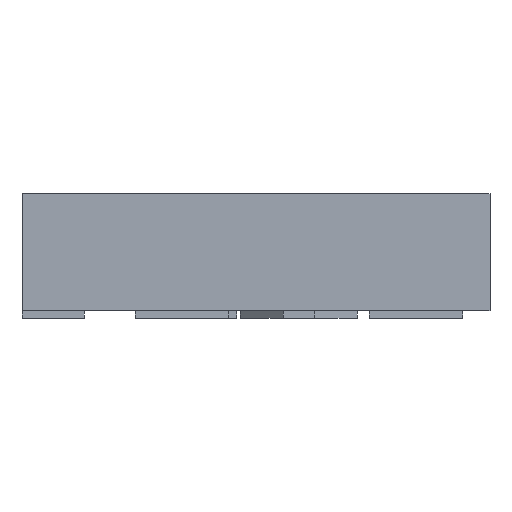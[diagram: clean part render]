
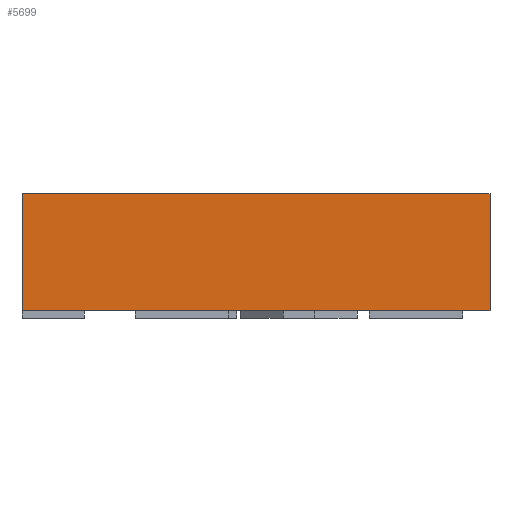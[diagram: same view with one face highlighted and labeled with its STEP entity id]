
A CAD part, left-side view. The second image highlights one B-rep face of the part: STEP entity #5699.
In plain terms, the highlighted planar face has unit normal (-1, 0, 0).
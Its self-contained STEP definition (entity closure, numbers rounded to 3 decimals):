
#333 = DIRECTION ( 'NONE',  ( 0., 1., 0. ) ) ;
#464 = EDGE_CURVE ( 'NONE', #7489, #923, #8531, .T. ) ;
#923 = VERTEX_POINT ( 'NONE', #12085 ) ;
#951 = VERTEX_POINT ( 'NONE', #2437 ) ;
#1688 = VECTOR ( 'NONE', #6402, 1000. ) ;
#2042 = EDGE_CURVE ( 'NONE', #951, #923, #9594, .T. ) ;
#2437 = CARTESIAN_POINT ( 'NONE',  ( -1.5, 1.5, 0. ) ) ;
#2853 = VECTOR ( 'NONE', #3760, 1000. ) ;
#3318 = EDGE_LOOP ( 'NONE', ( #3553, #11370, #3537, #7996 ) ) ;
#3537 = ORIENTED_EDGE ( 'NONE', *, *, #4828, .F. ) ;
#3553 = ORIENTED_EDGE ( 'NONE', *, *, #2042, .T. ) ;
#3579 = VECTOR ( 'NONE', #10806, 1000. ) ;
#3718 = LINE ( 'NONE', #6787, #3579 ) ;
#3760 = DIRECTION ( 'NONE',  ( 0., -1., 0. ) ) ;
#3963 = EDGE_CURVE ( 'NONE', #9050, #951, #6459, .T. ) ;
#4598 = AXIS2_PLACEMENT_3D ( 'NONE', #8377, #6200, #333 ) ;
#4724 = CARTESIAN_POINT ( 'NONE',  ( -1.5, 1.5, 0. ) ) ;
#4828 = EDGE_CURVE ( 'NONE', #9050, #7489, #3718, .T. ) ;
#5699 = ADVANCED_FACE ( 'NONE', ( #9230 ), #10356, .F. ) ;
#6200 = DIRECTION ( 'NONE',  ( 1., 0., 0. ) ) ;
#6352 = CARTESIAN_POINT ( 'NONE',  ( -1.5, -1.5, 0.75 ) ) ;
#6402 = DIRECTION ( 'NONE',  ( 0., 0., -1. ) ) ;
#6459 = LINE ( 'NONE', #10500, #1688 ) ;
#6787 = CARTESIAN_POINT ( 'NONE',  ( -1.5, 1.5, 0.75 ) ) ;
#7489 = VERTEX_POINT ( 'NONE', #11498 ) ;
#7996 = ORIENTED_EDGE ( 'NONE', *, *, #3963, .T. ) ;
#8377 = CARTESIAN_POINT ( 'NONE',  ( -1.5, 1.5, 0.75 ) ) ;
#8531 = LINE ( 'NONE', #6352, #8617 ) ;
#8617 = VECTOR ( 'NONE', #11222, 1000. ) ;
#9050 = VERTEX_POINT ( 'NONE', #10919 ) ;
#9230 = FACE_OUTER_BOUND ( 'NONE', #3318, .T. ) ;
#9594 = LINE ( 'NONE', #4724, #2853 ) ;
#10356 = PLANE ( 'NONE',  #4598 ) ;
#10500 = CARTESIAN_POINT ( 'NONE',  ( -1.5, 1.5, 0.75 ) ) ;
#10806 = DIRECTION ( 'NONE',  ( 0., -1., 0. ) ) ;
#10919 = CARTESIAN_POINT ( 'NONE',  ( -1.5, 1.5, 0.75 ) ) ;
#11222 = DIRECTION ( 'NONE',  ( 0., 0., -1. ) ) ;
#11370 = ORIENTED_EDGE ( 'NONE', *, *, #464, .F. ) ;
#11498 = CARTESIAN_POINT ( 'NONE',  ( -1.5, -1.5, 0.75 ) ) ;
#12085 = CARTESIAN_POINT ( 'NONE',  ( -1.5, -1.5, 0. ) ) ;
